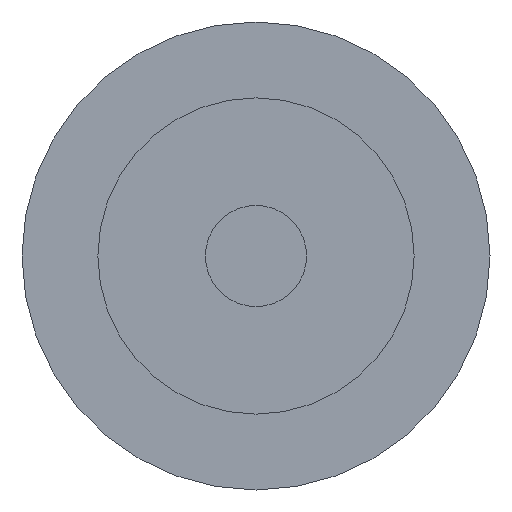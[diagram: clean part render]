
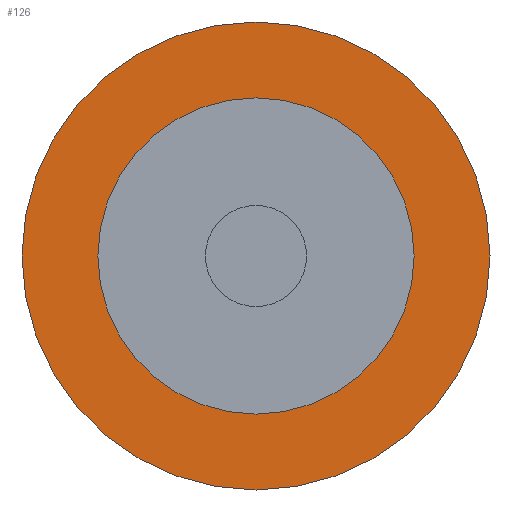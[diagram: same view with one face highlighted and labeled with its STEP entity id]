
A CAD part, front view. The second image highlights one B-rep face of the part: STEP entity #126.
In plain terms, the highlighted planar face has unit normal (0, -1, 0).
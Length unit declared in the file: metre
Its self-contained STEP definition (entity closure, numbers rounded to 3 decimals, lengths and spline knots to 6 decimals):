
#22=PLANE('',#156);
#35=ORIENTED_EDGE('',*,*,#47,.T.);
#36=ORIENTED_EDGE('',*,*,#50,.F.);
#47=EDGE_CURVE('',#57,#57,#67,.T.);
#50=EDGE_CURVE('',#60,#60,#70,.T.);
#57=VERTEX_POINT('',#215);
#60=VERTEX_POINT('',#225);
#67=CIRCLE('',#147,0.0025);
#70=CIRCLE('',#154,0.0037);
#85=EDGE_LOOP('',(#35));
#86=EDGE_LOOP('',(#36));
#105=FACE_BOUND('',#85,.T.);
#106=FACE_BOUND('',#86,.T.);
#126=ADVANCED_FACE('',(#105,#106),#22,.F.);
#147=AXIS2_PLACEMENT_3D('',#214,#172,#173);
#154=AXIS2_PLACEMENT_3D('',#224,#186,#187);
#156=AXIS2_PLACEMENT_3D('',#228,#190,#191);
#172=DIRECTION('',(0.,1.,0.));
#173=DIRECTION('',(0.,0.,1.));
#186=DIRECTION('',(0.,1.,0.));
#187=DIRECTION('',(0.,0.,1.));
#190=DIRECTION('',(0.,1.,0.));
#191=DIRECTION('',(0.,0.,1.));
#214=CARTESIAN_POINT('',(0.01,-0.02055,0.));
#215=CARTESIAN_POINT('',(0.01,-0.02055,0.0025));
#224=CARTESIAN_POINT('',(0.01,-0.02055,0.));
#225=CARTESIAN_POINT('',(0.01,-0.02055,0.0037));
#228=CARTESIAN_POINT('',(0.01,-0.02055,0.));
